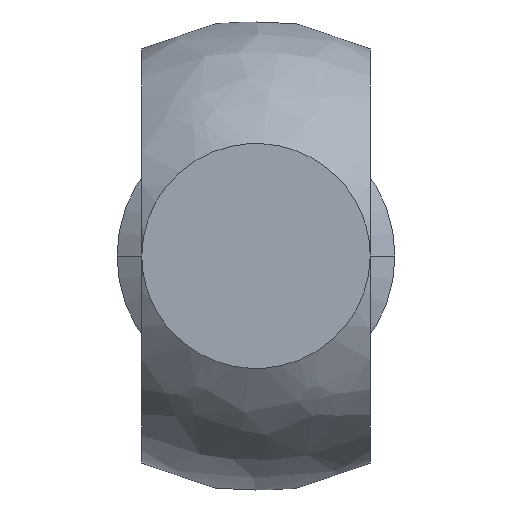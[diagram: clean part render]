
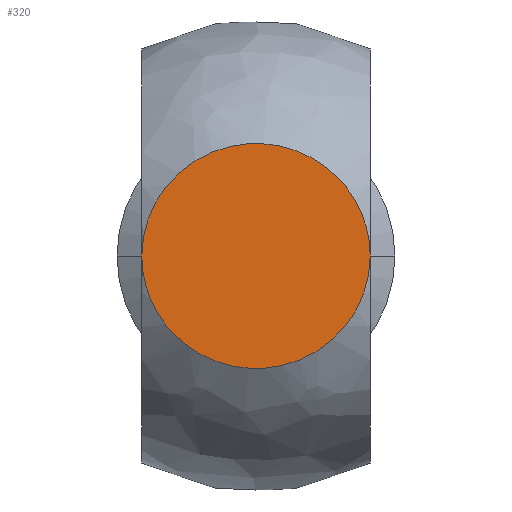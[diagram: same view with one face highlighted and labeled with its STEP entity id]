
A CAD part, left-side view. The second image highlights one B-rep face of the part: STEP entity #320.
In plain terms, the highlighted planar face has unit normal (-1, 0, 0).
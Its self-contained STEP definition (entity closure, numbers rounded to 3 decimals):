
#227=B_SPLINE_CURVE_WITH_KNOTS('',3,(#1051,#1052,#1053,#1054,#1055,#1056,
#1057,#1058,#1059,#1060,#1061,#1062,#1063,#1064,#1065,#1066,#1067,#1068,
#1069,#1070,#1071,#1072,#1073,#1074,#1075,#1076,#1077,#1078,#1079,#1080,
#1081,#1082,#1083,#1084,#1085,#1086,#1087,#1088),.UNSPECIFIED.,.F.,.F.,
(4,1,1,1,1,1,1,1,1,1,1,1,1,1,1,1,1,1,1,1,1,1,1,1,1,1,1,1,1,1,1,1,1,1,1,
4),(0.,0.029,0.057,0.086,0.114,
0.143,0.171,0.2,0.229,0.257,0.286,
0.314,0.343,0.371,0.4,0.429,0.457,
0.486,0.514,0.543,0.571,0.6,0.629,
0.657,0.686,0.714,0.743,0.771,
0.8,0.829,0.857,0.886,0.914,0.943,
0.971,1.),.UNSPECIFIED.);
#228=B_SPLINE_CURVE_WITH_KNOTS('',3,(#1117,#1118,#1119,#1120,#1121,#1122,
#1123,#1124,#1125,#1126,#1127,#1128,#1129,#1130,#1131,#1132,#1133,#1134,
#1135,#1136,#1137,#1138,#1139,#1140,#1141,#1142,#1143,#1144,#1145,#1146,
#1147,#1148,#1149,#1150,#1151,#1152,#1153,#1154),.UNSPECIFIED.,.F.,.F.,
(4,1,1,1,1,1,1,1,1,1,1,1,1,1,1,1,1,1,1,1,1,1,1,1,1,1,1,1,1,1,1,1,1,1,1,
4),(0.,0.029,0.057,0.086,0.114,
0.143,0.171,0.2,0.229,0.257,0.286,
0.314,0.343,0.371,0.4,0.429,0.457,
0.486,0.514,0.543,0.571,0.6,0.629,
0.657,0.686,0.714,0.743,0.771,
0.8,0.829,0.857,0.886,0.914,0.943,
0.971,1.),.UNSPECIFIED.);
#253=FACE_OUTER_BOUND('',#370,.T.);
#320=ADVANCED_FACE('',(#253),#341,.F.);
#341=PLANE('',#714);
#370=EDGE_LOOP('',(#446,#447));
#446=ORIENTED_EDGE('',*,*,#577,.F.);
#447=ORIENTED_EDGE('',*,*,#576,.F.);
#511=VERTEX_POINT('',#895);
#529=VERTEX_POINT('',#1011);
#576=EDGE_CURVE('',#529,#511,#227,.T.);
#577=EDGE_CURVE('',#511,#529,#228,.T.);
#714=AXIS2_PLACEMENT_3D('',#1155,#819,#820);
#819=DIRECTION('',(1.,0.,0.));
#820=DIRECTION('',(0.,0.,1.));
#895=CARTESIAN_POINT('',(-7.25,-8.,0.));
#1011=CARTESIAN_POINT('',(-7.25,0.,0.));
#1051=CARTESIAN_POINT('',(-7.25,0.,0.));
#1052=CARTESIAN_POINT('',(-7.25,0.,0.117));
#1053=CARTESIAN_POINT('',(-7.25,-0.011,0.349));
#1054=CARTESIAN_POINT('',(-7.25,-0.058,0.694));
#1055=CARTESIAN_POINT('',(-7.25,-0.134,1.03));
#1056=CARTESIAN_POINT('',(-7.25,-0.241,1.358));
#1057=CARTESIAN_POINT('',(-7.25,-0.375,1.674));
#1058=CARTESIAN_POINT('',(-7.25,-0.535,1.975));
#1059=CARTESIAN_POINT('',(-7.25,-0.721,2.261));
#1060=CARTESIAN_POINT('',(-7.25,-0.932,2.533));
#1061=CARTESIAN_POINT('',(-7.25,-1.169,2.788));
#1062=CARTESIAN_POINT('',(-7.25,-1.434,3.026));
#1063=CARTESIAN_POINT('',(-7.25,-1.724,3.243));
#1064=CARTESIAN_POINT('',(-7.25,-2.034,3.434));
#1065=CARTESIAN_POINT('',(-7.25,-2.367,3.6));
#1066=CARTESIAN_POINT('',(-7.25,-2.716,3.734));
#1067=CARTESIAN_POINT('',(-7.25,-3.075,3.836));
#1068=CARTESIAN_POINT('',(-7.25,-3.442,3.904));
#1069=CARTESIAN_POINT('',(-7.25,-3.814,3.938));
#1070=CARTESIAN_POINT('',(-7.25,-4.186,3.938));
#1071=CARTESIAN_POINT('',(-7.25,-4.558,3.904));
#1072=CARTESIAN_POINT('',(-7.25,-4.925,3.836));
#1073=CARTESIAN_POINT('',(-7.25,-5.284,3.734));
#1074=CARTESIAN_POINT('',(-7.25,-5.633,3.6));
#1075=CARTESIAN_POINT('',(-7.25,-5.966,3.434));
#1076=CARTESIAN_POINT('',(-7.25,-6.276,3.243));
#1077=CARTESIAN_POINT('',(-7.25,-6.566,3.026));
#1078=CARTESIAN_POINT('',(-7.25,-6.831,2.788));
#1079=CARTESIAN_POINT('',(-7.25,-7.068,2.533));
#1080=CARTESIAN_POINT('',(-7.25,-7.279,2.261));
#1081=CARTESIAN_POINT('',(-7.25,-7.465,1.975));
#1082=CARTESIAN_POINT('',(-7.25,-7.625,1.674));
#1083=CARTESIAN_POINT('',(-7.25,-7.759,1.358));
#1084=CARTESIAN_POINT('',(-7.25,-7.866,1.03));
#1085=CARTESIAN_POINT('',(-7.25,-7.942,0.694));
#1086=CARTESIAN_POINT('',(-7.25,-7.989,0.349));
#1087=CARTESIAN_POINT('',(-7.25,-8.,0.117));
#1088=CARTESIAN_POINT('',(-7.25,-8.,0.));
#1117=CARTESIAN_POINT('',(-7.25,-8.,0.));
#1118=CARTESIAN_POINT('',(-7.25,-8.,-0.117));
#1119=CARTESIAN_POINT('',(-7.25,-7.989,-0.349));
#1120=CARTESIAN_POINT('',(-7.25,-7.942,-0.694));
#1121=CARTESIAN_POINT('',(-7.25,-7.866,-1.03));
#1122=CARTESIAN_POINT('',(-7.25,-7.759,-1.358));
#1123=CARTESIAN_POINT('',(-7.25,-7.625,-1.674));
#1124=CARTESIAN_POINT('',(-7.25,-7.465,-1.975));
#1125=CARTESIAN_POINT('',(-7.25,-7.279,-2.261));
#1126=CARTESIAN_POINT('',(-7.25,-7.068,-2.533));
#1127=CARTESIAN_POINT('',(-7.25,-6.831,-2.788));
#1128=CARTESIAN_POINT('',(-7.25,-6.566,-3.026));
#1129=CARTESIAN_POINT('',(-7.25,-6.276,-3.243));
#1130=CARTESIAN_POINT('',(-7.25,-5.966,-3.434));
#1131=CARTESIAN_POINT('',(-7.25,-5.633,-3.6));
#1132=CARTESIAN_POINT('',(-7.25,-5.284,-3.734));
#1133=CARTESIAN_POINT('',(-7.25,-4.925,-3.836));
#1134=CARTESIAN_POINT('',(-7.25,-4.558,-3.904));
#1135=CARTESIAN_POINT('',(-7.25,-4.186,-3.938));
#1136=CARTESIAN_POINT('',(-7.25,-3.814,-3.938));
#1137=CARTESIAN_POINT('',(-7.25,-3.442,-3.904));
#1138=CARTESIAN_POINT('',(-7.25,-3.075,-3.836));
#1139=CARTESIAN_POINT('',(-7.25,-2.716,-3.734));
#1140=CARTESIAN_POINT('',(-7.25,-2.367,-3.6));
#1141=CARTESIAN_POINT('',(-7.25,-2.034,-3.434));
#1142=CARTESIAN_POINT('',(-7.25,-1.724,-3.243));
#1143=CARTESIAN_POINT('',(-7.25,-1.434,-3.026));
#1144=CARTESIAN_POINT('',(-7.25,-1.169,-2.788));
#1145=CARTESIAN_POINT('',(-7.25,-0.932,-2.533));
#1146=CARTESIAN_POINT('',(-7.25,-0.721,-2.261));
#1147=CARTESIAN_POINT('',(-7.25,-0.535,-1.975));
#1148=CARTESIAN_POINT('',(-7.25,-0.375,-1.674));
#1149=CARTESIAN_POINT('',(-7.25,-0.241,-1.358));
#1150=CARTESIAN_POINT('',(-7.25,-0.134,-1.03));
#1151=CARTESIAN_POINT('',(-7.25,-0.058,-0.694));
#1152=CARTESIAN_POINT('',(-7.25,-0.011,-0.349));
#1153=CARTESIAN_POINT('',(-7.25,0.,-0.117));
#1154=CARTESIAN_POINT('',(-7.25,0.,0.));
#1155=CARTESIAN_POINT('',(-7.25,0.,10.));
